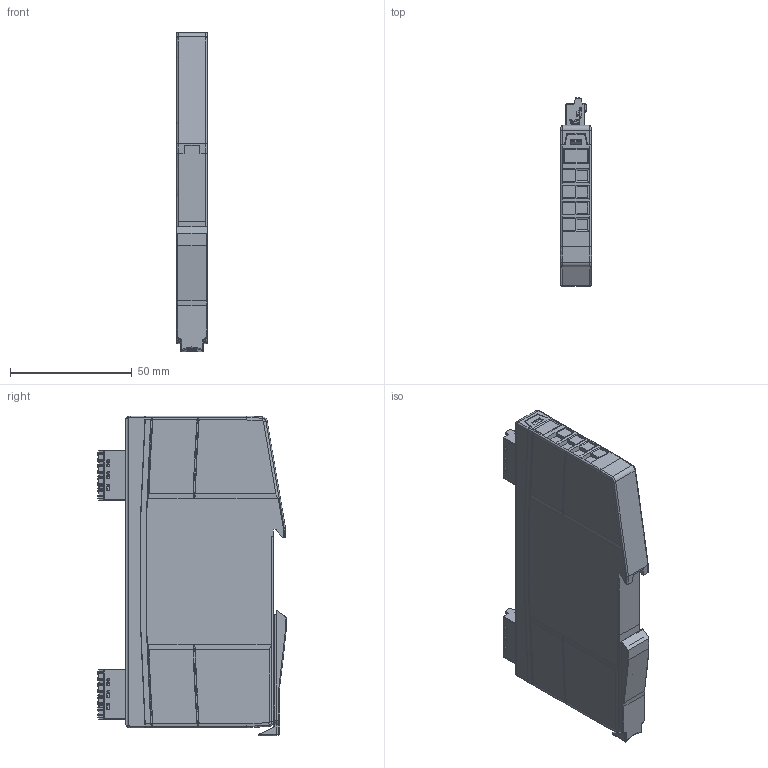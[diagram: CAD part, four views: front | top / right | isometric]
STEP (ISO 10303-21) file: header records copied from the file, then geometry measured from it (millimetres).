
FILE_DESCRIPTION(/* description */ (''),/* implementation_level */ '2;1');
FILE_NAME(/* name */ '17_KV4612_Gehaeuse_Kunde_Seikom.stp',/* time_stamp */ '2024-02-28T16:10:41+01:00',/* author */ ('wea'),/* organization */ (''),/* preprocessor_version */ 'ST-DEVELOPER v17',/* originating_system */ 'Autodesk Inventor 2019',/* authorisation */ '');
FILE_SCHEMA (('AUTOMOTIVE_DESIGN { 1 0 10303 214 3 1 1 }'));
Products named in the file (6): 17_KV4612_Gehaeuse_Kunde_Seikom_stp; 11-06_009_KV4600 Leiterplatte_1mm; 04_04_KL4000_Stiftleiste; 00-01102_KV4612_Gehaeuseunterteil_m_Schieber_Kunde; 03_04_KL4000_Federkraftklemme_steckbar; KV4602_Frontplatte_3_Kunde_Seikom
Assembly tree (7 placements, depth 2):
  17_KV4612_Gehaeuse_Kunde_Seikom_stp
    11-06_009_KV4600 Leiterplatte_1mm
    04_04_KL4000_Stiftleiste  x2
    00-01102_KV4612_Gehaeuseunterteil_m_Schieber_Kunde
    03_04_KL4000_Federkraftklemme_steckbar  x2
    KV4602_Frontplatte_3_Kunde_Seikom
Bounding box: 12.8 x 77.45 x 131.38 mm (x, y, z)
Volume: 46576.5 mm3; surface area: 65843.7 mm2
Topology: 8 solids, 26 shells, 4724 faces, 12619 edges, 8193 vertices
Faces by surface type: plane 3346, cylinder 1071, bspline 138, torus 92, cone 55, sphere 22
Full cylindrical faces by diameter (mm): 0.11 x1, 0.136 x1, 0.744 x2, 0.758 x2, 0.804 x2, 0.819 x2, 1.4 x8, 1.7 x1, 1.9 x16, 2.982 x1
Entity records: 93580 total; most frequent: CARTESIAN_POINT 21785, ORIENTED_EDGE 14738, DIRECTION 13980, EDGE_CURVE 7369, LINE 5694, VECTOR 5694, VERTEX_POINT 4776, AXIS2_PLACEMENT_3D 4143
